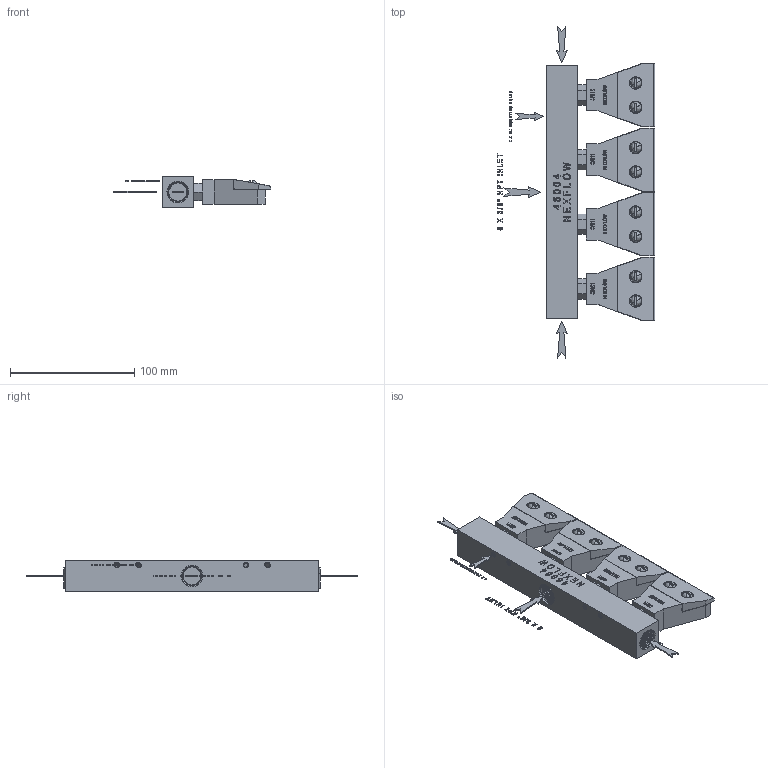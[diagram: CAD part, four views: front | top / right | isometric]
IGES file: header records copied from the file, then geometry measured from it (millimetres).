
Start section: START RECORD GO HERE.
Global section: file name: 46004+47011.igs; native system: DASSAULT SYSTEMES CATIA V5 R20 - www.3ds.com; preprocessor: CATIA Version 5 Release 20 ; author: DESIGNENG; organization: KJNDESIGN; date: 20150321.164157; units: millimetre
Bounding box: 126.93 x 267.37 x 25.4 mm (x, y, z)
Volume: 243347.2 mm3; surface area: 88426.3 mm2
Topology: 57 solids, 57 shells, 3516 faces, 9126 edges, 5844 vertices
Faces by surface type: bspline 1180, plane 1154, revolution 612, extrusion 570
